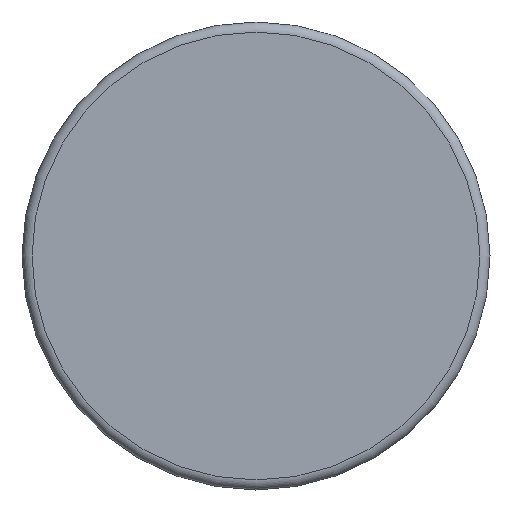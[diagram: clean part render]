
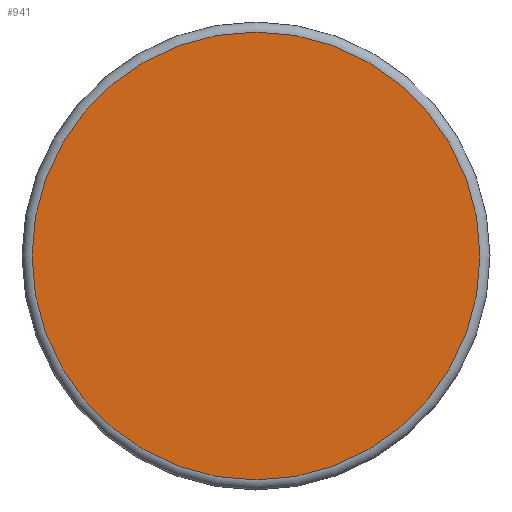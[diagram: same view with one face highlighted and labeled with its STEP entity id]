
A CAD part, front view. The second image highlights one B-rep face of the part: STEP entity #941.
In plain terms, the highlighted planar face has unit normal (0, -1, 0).
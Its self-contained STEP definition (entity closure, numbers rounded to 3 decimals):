
#55=PLANE('',#1042);
#208=FACE_OUTER_BOUND('',#276,.T.);
#276=EDGE_LOOP('',(#785));
#383=CIRCLE('',#1043,33.5);
#473=VERTEX_POINT('',#2051);
#590=EDGE_CURVE('',#473,#473,#383,.T.);
#785=ORIENTED_EDGE('',*,*,#590,.F.);
#941=ADVANCED_FACE('',(#208),#55,.F.);
#1042=AXIS2_PLACEMENT_3D('',#2050,#1240,#1241);
#1043=AXIS2_PLACEMENT_3D('',#2052,#1242,#1243);
#1240=DIRECTION('center_axis',(0.,1.,0.));
#1241=DIRECTION('ref_axis',(1.,0.,0.));
#1242=DIRECTION('center_axis',(0.,1.,0.));
#1243=DIRECTION('ref_axis',(1.,0.,0.));
#2050=CARTESIAN_POINT('Origin',(-23.383,-1.,13.5));
#2051=CARTESIAN_POINT('',(0.,-1.,-33.5));
#2052=CARTESIAN_POINT('Origin',(0.,-1.,0.));
